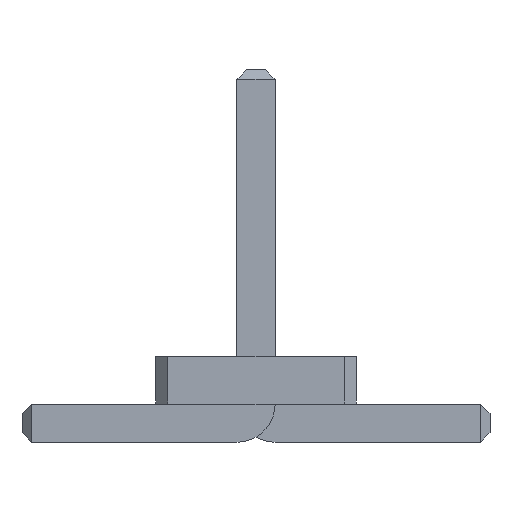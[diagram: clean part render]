
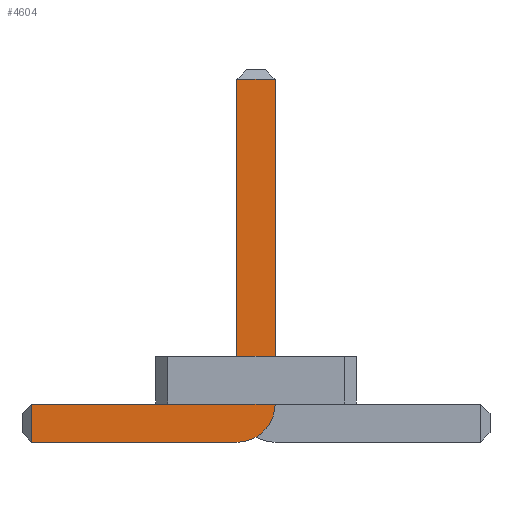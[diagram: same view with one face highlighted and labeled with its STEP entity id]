
A CAD part, front view. The second image highlights one B-rep face of the part: STEP entity #4604.
In plain terms, the highlighted planar face has unit normal (0, -1, 0).
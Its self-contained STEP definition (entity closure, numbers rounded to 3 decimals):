
#56=DIRECTION('',(0.,-1.,0.));
#67=DIRECTION('',(1.,0.,0.));
#953=VECTOR('',#67,1.);
#1006=DIRECTION('',(-1.,0.,0.));
#1889=VECTOR('',#1006,1.);
#2041=DIRECTION('',(0.,0.,-1.));
#2060=VECTOR('',#2041,1.);
#4433=VECTOR('',#4434,1.);
#4434=DIRECTION('',(0.,0.,1.));
#4456=DIRECTION('',(0.,-1.,0.));
#4457=DIRECTION('',(-1.,0.,0.));
#4464=VERTEX_POINT('',#4465);
#4465=CARTESIAN_POINT('',(-2.35,-9.725,0.));
#4468=ORIENTED_EDGE('',*,*,#4469,.T.);
#4469=EDGE_CURVE('',#4464,#4470,#4472,.T.);
#4470=VERTEX_POINT('',#4471);
#4471=CARTESIAN_POINT('',(-0.2,-9.725,0.));
#4472=LINE('',#4473,#953);
#4473=CARTESIAN_POINT('',(-2.45,-9.725,0.));
#4506=VERTEX_POINT('',#4507);
#4507=CARTESIAN_POINT('',(0.2,-9.725,0.4));
#4510=EDGE_CURVE('',#4470,#4506,#4511,.T.);
#4511=CIRCLE('',#4512,0.4);
#4512=AXIS2_PLACEMENT_3D('',#4513,#56,#2041);
#4513=CARTESIAN_POINT('',(-0.2,-9.725,0.4));
#4521=VERTEX_POINT('',#4513);
#4523=ORIENTED_EDGE('',*,*,#4524,.T.);
#4524=EDGE_CURVE('',#4521,#4525,#4527,.T.);
#4525=VERTEX_POINT('',#4526);
#4526=CARTESIAN_POINT('',(-2.35,-9.725,0.4));
#4527=LINE('',#4513,#1889);
#4537=ORIENTED_EDGE('',*,*,#4538,.T.);
#4538=EDGE_CURVE('',#4506,#4539,#4541,.T.);
#4539=VERTEX_POINT('',#4540);
#4540=CARTESIAN_POINT('',(0.2,-9.725,3.8));
#4541=LINE('',#4542,#4433);
#4542=CARTESIAN_POINT('',(0.2,-9.725,0.));
#4555=VERTEX_POINT('',#4556);
#4556=CARTESIAN_POINT('',(-0.2,-9.725,3.8));
#4558=ORIENTED_EDGE('',*,*,#4559,.T.);
#4559=EDGE_CURVE('',#4555,#4521,#4560,.T.);
#4560=LINE('',#4561,#2060);
#4561=CARTESIAN_POINT('',(-0.2,-9.725,3.9));
#4604=ADVANCED_FACE('',(#4605),#4614,.T.);
#4605=FACE_BOUND('',#4606,.T.);
#4606=EDGE_LOOP('',(#4468,#4607,#4537,#4608,#4558,#4523,#4611));
#4607=ORIENTED_EDGE('',*,*,#4510,.T.);
#4608=ORIENTED_EDGE('',*,*,#4609,.T.);
#4609=EDGE_CURVE('',#4539,#4555,#4610,.T.);
#4610=LINE('',#4540,#1889);
#4611=ORIENTED_EDGE('',*,*,#4612,.T.);
#4612=EDGE_CURVE('',#4525,#4464,#4613,.T.);
#4613=LINE('',#4526,#2060);
#4614=PLANE('',#4615);
#4615=AXIS2_PLACEMENT_3D('',#4616,#4456,#4457);
#4616=CARTESIAN_POINT('',(-0.524,-9.725,1.349));
